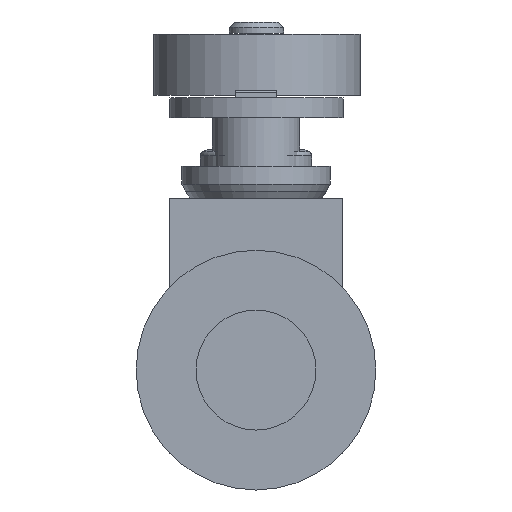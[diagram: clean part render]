
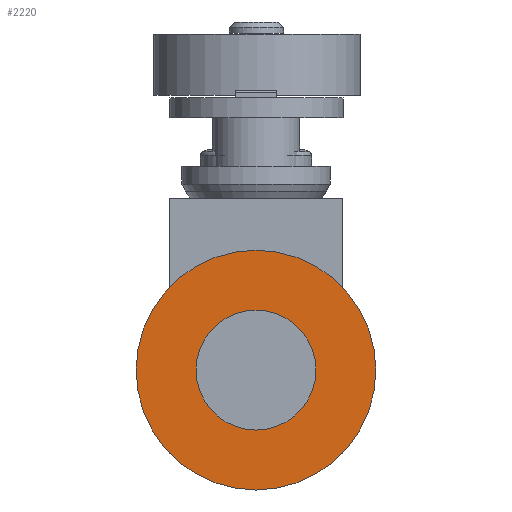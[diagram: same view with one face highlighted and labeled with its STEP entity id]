
A CAD part, front view. The second image highlights one B-rep face of the part: STEP entity #2220.
In plain terms, the highlighted planar face has unit normal (0, -1, 0).
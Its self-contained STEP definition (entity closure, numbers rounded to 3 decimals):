
#2152=CARTESIAN_POINT('',(11.,-2.5,0.));
#2153=VERTEX_POINT('',#2152);
#2169=CARTESIAN_POINT('',(-11.,-2.5,0.));
#2170=VERTEX_POINT('',#2169);
#2177=CARTESIAN_POINT('',(0.,-2.5,0.));
#2178=DIRECTION('',(0.0,-1.0,0.0));
#2179=DIRECTION('',(1.0,0.0,0.0));
#2180=AXIS2_PLACEMENT_3D('',#2177,#2178,#2179);
#2181=CIRCLE('',#2180,11.0);
#2182=EDGE_CURVE('',#2153,#2170,#2181,.T.);
#2193=CARTESIAN_POINT('',(0.,-2.5,0.));
#2194=DIRECTION('',(0.0,-1.0,0.0));
#2195=DIRECTION('',(1.0,0.0,0.0));
#2196=AXIS2_PLACEMENT_3D('',#2193,#2194,#2195);
#2197=CIRCLE('',#2196,11.0);
#2198=EDGE_CURVE('',#2170,#2153,#2197,.T.);
#2211=CARTESIAN_POINT('',(0.,-2.5,0.));
#2212=DIRECTION('',(0.0,-1.0,0.0));
#2213=DIRECTION('',(-1.0,0.0,0.0));
#2214=AXIS2_PLACEMENT_3D('',#2211,#2212,#2213);
#2215=PLANE('',#2214);
#2216=ORIENTED_EDGE('',*,*,#2182,.T.);
#2217=ORIENTED_EDGE('',*,*,#2198,.T.);
#2218=EDGE_LOOP('',(#2216,#2217));
#2219=FACE_OUTER_BOUND('',#2218,.T.);
#2220=ADVANCED_FACE('',(#2219),#2215,.T.);
